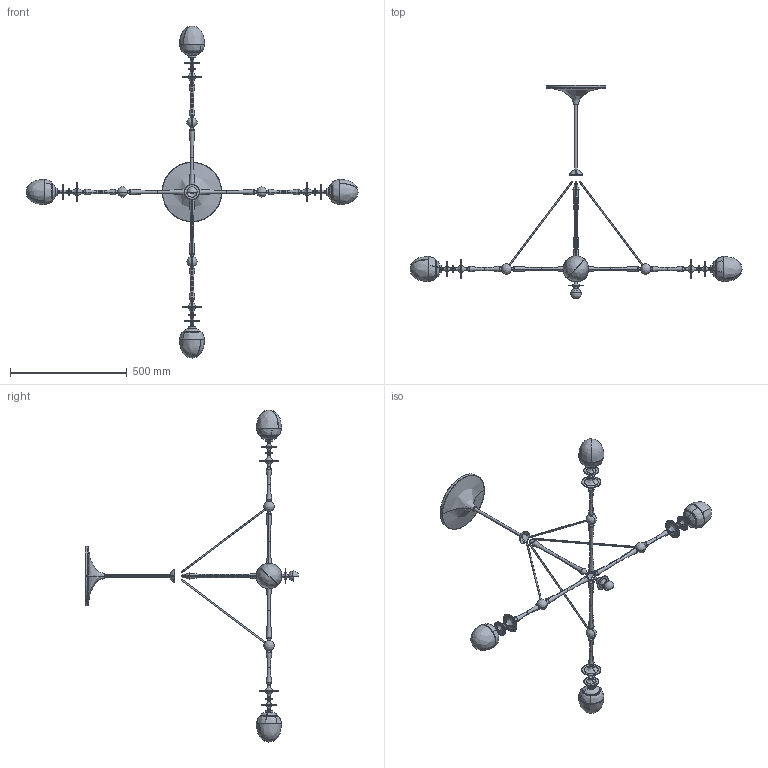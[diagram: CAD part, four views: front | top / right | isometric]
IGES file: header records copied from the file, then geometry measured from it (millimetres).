
Start section: SolidWorks IGES file using analytic representation for surfaces
Global section: file name: RUEP4-Four Arm Pendant.IGS; native system: SolidWorks 2022; preprocessor: SolidWorks 2022; author: danwh; date: 230501.153250; units: millimetre
Bounding box: 1420.07 x 913.77 x 1420.07 mm (x, y, z)
Surface area: 897408.5 mm2 (no closed solid volume)
Topology: 0 solids, 0 shells, 622 faces, 8766 edges, 8738 vertices
Faces by surface type: bspline 427, revolution 195
